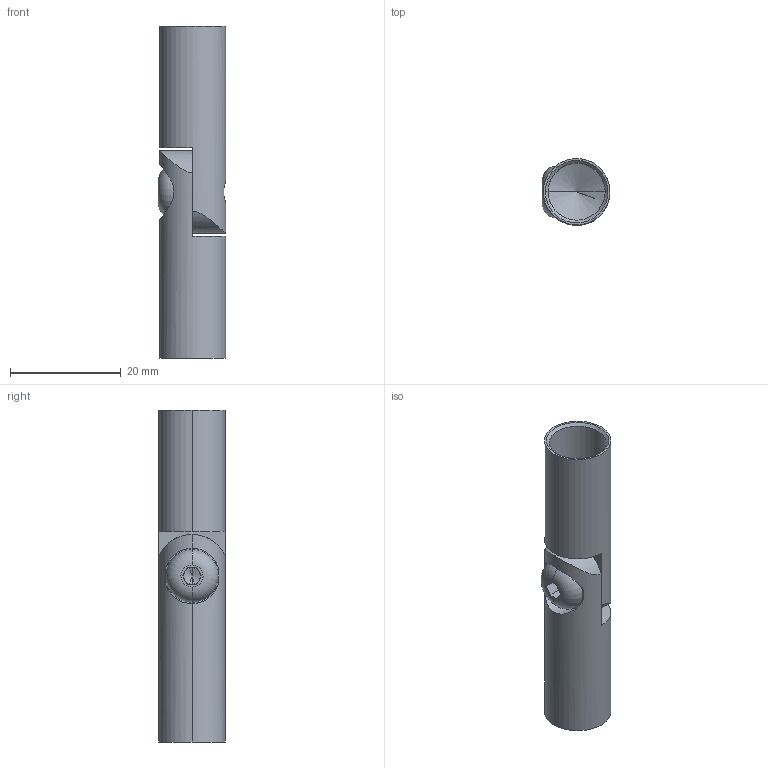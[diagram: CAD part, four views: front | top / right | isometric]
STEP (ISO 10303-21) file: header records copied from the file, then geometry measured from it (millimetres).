
FILE_DESCRIPTION (( 'STEP AP203' ), '1' );
FILE_NAME ('A_0302-010-S.STEP', '2021-05-13T06:23:47', ( '' ), ( '' ), 'SwSTEP 2.0', 'SolidWorks 2019', '' );
FILE_SCHEMA (( 'CONFIG_CONTROL_DESIGN' ));
Length unit declared in the file: millimetre
Products named in the file (4): A_0302-012-S.P1; SKRUTKA stn iso 7380_M5x8; A_0302-012-S.P2; A_0302-010-S
Assembly tree (3 placements, depth 2):
  A_0302-010-S
    A_0302-012-S.P2
    A_0302-012-S.P1
    SKRUTKA stn iso 7380_M5x8
Bounding box: 12.25 x 12 x 60 mm (x, y, z)
Volume: 3482.9 mm3; surface area: 4581.5 mm2
Topology: 3 solids, 3 shells, 57 faces, 130 edges, 76 vertices
Faces by surface type: plane 22, cylinder 21, cone 12, torus 2
Entity records: 2171 total; most frequent: CARTESIAN_POINT 483, DIRECTION 291, ORIENTED_EDGE 248, EDGE_CURVE 124, AXIS2_PLACEMENT_3D 114, VERTEX_POINT 76, EDGE_LOOP 64, LINE 63
